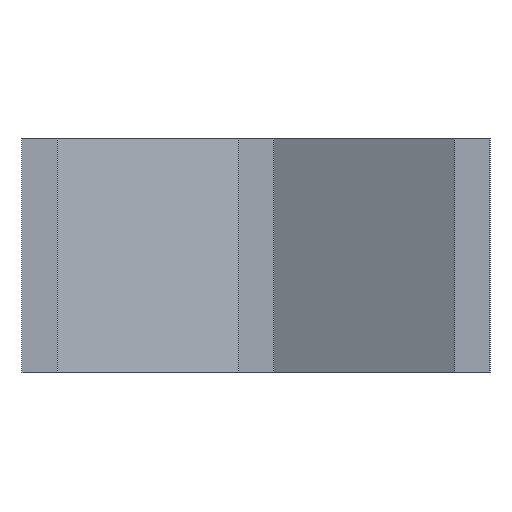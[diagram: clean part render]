
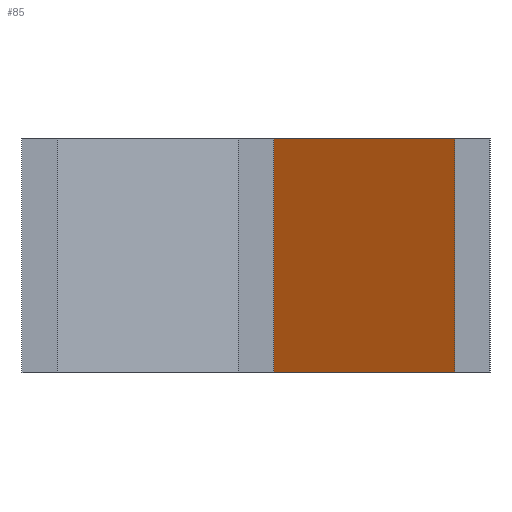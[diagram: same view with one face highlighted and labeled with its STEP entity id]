
A CAD part, left-side view. The second image highlights one B-rep face of the part: STEP entity #85.
In plain terms, the highlighted planar face has unit normal (-0.866, 0.5, 0).
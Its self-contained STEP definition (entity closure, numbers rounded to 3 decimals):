
#85 = ADVANCED_FACE( '', ( #115 ), #116, .F. );
#115 = FACE_OUTER_BOUND( '', #151, .T. );
#116 = PLANE( '', #152 );
#151 = EDGE_LOOP( '', ( #257, #258, #259, #260 ) );
#152 = AXIS2_PLACEMENT_3D( '', #261, #262, #263 );
#257 = ORIENTED_EDGE( '', *, *, #328, .T. );
#258 = ORIENTED_EDGE( '', *, *, #311, .F. );
#259 = ORIENTED_EDGE( '', *, *, #344, .F. );
#260 = ORIENTED_EDGE( '', *, *, #346, .T. );
#261 = CARTESIAN_POINT( '', ( -19.051, -1.5, 20. ) );
#262 = DIRECTION( '', ( 0.866, -0.5, 0. ) );
#263 = DIRECTION( '', ( 0.5, 0.866, 0. ) );
#311 = EDGE_CURVE( '', #359, #362, #363, .T. );
#328 = EDGE_CURVE( '', #392, #362, #393, .T. );
#344 = EDGE_CURVE( '', #417, #359, #419, .T. );
#346 = EDGE_CURVE( '', #417, #392, #421, .T. );
#359 = VERTEX_POINT( '', #438 );
#362 = VERTEX_POINT( '', #442 );
#363 = LINE( '', #443, #444 );
#392 = VERTEX_POINT( '', #486 );
#393 = LINE( '', #487, #488 );
#417 = VERTEX_POINT( '', #525 );
#419 = LINE( '', #528, #529 );
#421 = LINE( '', #532, #533 );
#438 = CARTESIAN_POINT( '', ( -28., -17., 20. ) );
#442 = CARTESIAN_POINT( '', ( -28., -17., 0. ) );
#443 = CARTESIAN_POINT( '', ( -28., -17., 20. ) );
#444 = VECTOR( '', #547, 1000. );
#486 = CARTESIAN_POINT( '', ( -19.051, -1.5, 0. ) );
#487 = CARTESIAN_POINT( '', ( -19.051, -1.5, 0. ) );
#488 = VECTOR( '', #570, 1000. );
#525 = CARTESIAN_POINT( '', ( -19.051, -1.5, 20. ) );
#528 = CARTESIAN_POINT( '', ( -19.051, -1.5, 20. ) );
#529 = VECTOR( '', #588, 1000. );
#532 = CARTESIAN_POINT( '', ( -19.051, -1.5, 20. ) );
#533 = VECTOR( '', #590, 1000. );
#547 = DIRECTION( '', ( 0., 0., -1. ) );
#570 = DIRECTION( '', ( -0.5, -0.866, 0. ) );
#588 = DIRECTION( '', ( -0.5, -0.866, 0. ) );
#590 = DIRECTION( '', ( 0., 0., -1. ) );
